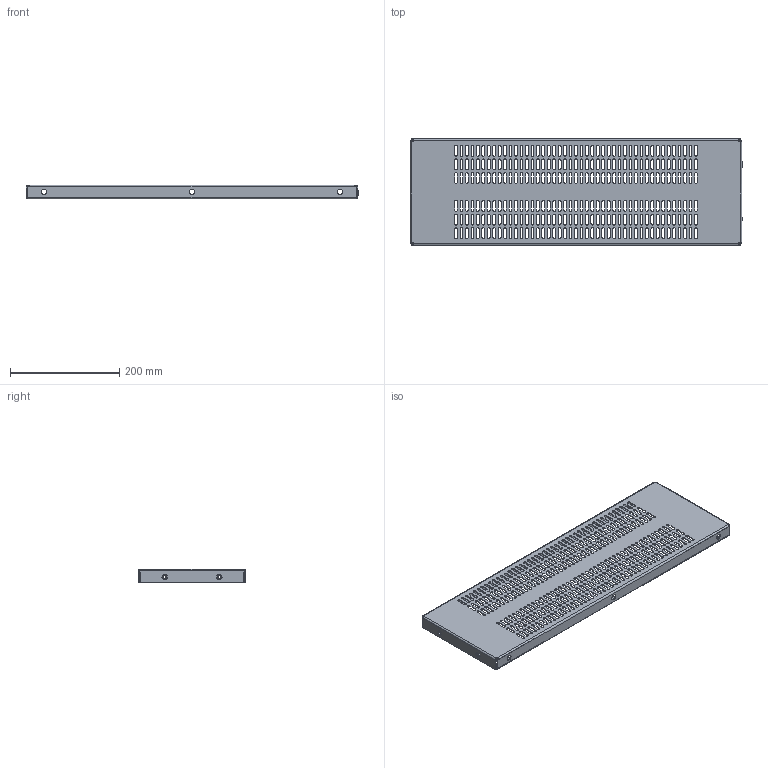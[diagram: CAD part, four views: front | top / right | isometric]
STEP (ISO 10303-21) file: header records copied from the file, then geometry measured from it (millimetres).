
FILE_DESCRIPTION (( 'STEP AP214' ), '1' );
FILE_NAME ('711.181.STEP', '2025-04-28T03:39:40', ( '' ), ( '' ), 'SwSTEP 2.0', 'SolidWorks 2021', '' );
FILE_SCHEMA (( 'AUTOMOTIVE_DESIGN' ));
Length unit declared in the file: millimetre
Products named in the file (3): Çàêëåïêà ðåçüáîâàÿ Ì6 øåñòèãðàííàÿ ñ óìåíüøåííûì áîðòîì; 711.181; 711.181 眈翴錪
Assembly tree (5 placements, depth 2):
  711.181
    711.181 眈翴錪
    Çàêëåïêà ðåçüáîâàÿ Ì6 øåñòèãðàííàÿ ñ óìåíüøåííûì áîðòîì  x4
Bounding box: 608.8 x 196 x 24.5 mm (x, y, z)
Volume: 211292 mm3; surface area: 303455.8 mm2
Topology: 5 solids, 5 shells, 1282 faces, 3724 edges, 2456 vertices
Faces by surface type: plane 666, cylinder 584, cone 24, bspline 8
Entity records: 42018 total; most frequent: CARTESIAN_POINT 7587, ORIENTED_EDGE 7100, DIRECTION 7074, EDGE_CURVE 3550, VECTOR 2364, LINE 2364, AXIS2_PLACEMENT_3D 2355, VERTEX_POINT 2348
